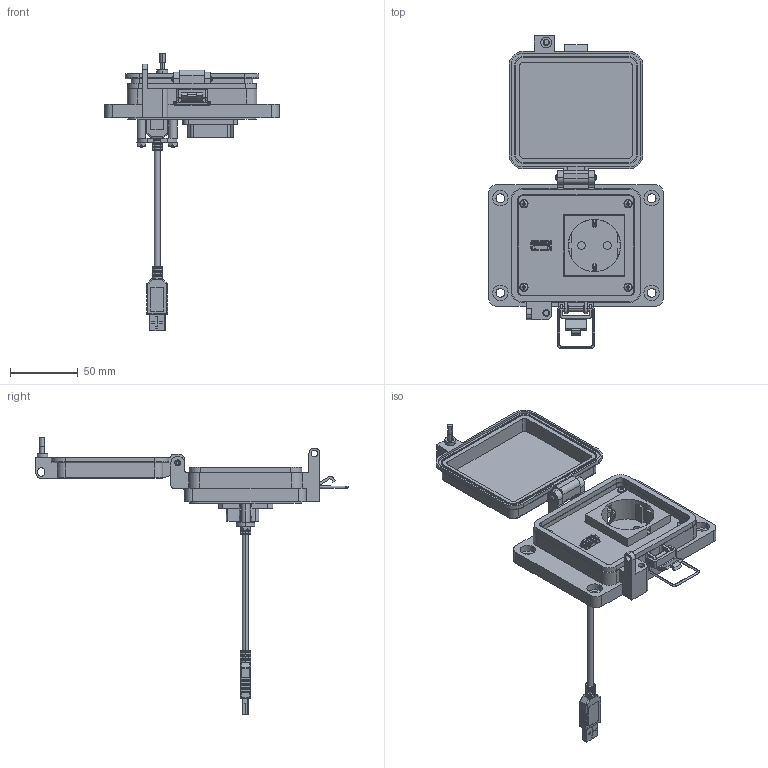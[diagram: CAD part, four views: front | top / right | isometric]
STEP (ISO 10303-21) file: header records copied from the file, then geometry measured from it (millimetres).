
FILE_DESCRIPTION (( 'STEP AP203' ), '1' );
FILE_NAME ('P-P11-K3RE0_3D.STEP', '2022-03-01T17:05:40', ( '' ), ( '' ), 'SwSTEP 2.0', 'SolidWorks 2021', '' );
FILE_SCHEMA (( 'CONFIG_CONTROL_DESIGN' ));
Length unit declared in the file: millimetre
Products named in the file (14): P11; 92005A124_METRIC PAN HEAD PHILLIPS MACHINE SCREW_92005A124; RE; Z-200-OTLT-RE; -K3; P-P11-K3RE0_TP120_1; Z-000-440112FH_90273A119; Z-020-3047; P-P11-K3RE0_3D; Z-H-K3_B; Z-001-SPR_1-1_4; Z-002-4401_4HN_90675A005; P-P11-K3RE0_FP060_1; P-P11-K3RE0_BP180_1
Assembly tree (19 placements, depth 3):
  P-P11-K3RE0_3D
    -K3
      Z-H-K3_B
    P-P11-K3RE0_BP180_1
    P-P11-K3RE0_FP060_1
    P-P11-K3RE0_TP120_1
    P11
      Z-020-3047
    Z-000-440112FH_90273A119  x2
    Z-001-SPR_1-1_4  x2
    Z-002-4401_4HN_90675A005  x2
    RE
      Z-200-OTLT-RE
    92005A124_METRIC PAN HEAD PHILLIPS MACHINE SCREW_92005A124  x4
Bounding box: 129 x 231.18 x 205.62 mm (x, y, z)
Volume: 201124.3 mm3; surface area: 122837.9 mm2
Topology: 34 solids, 34 shells, 3093 faces, 8814 edges, 5790 vertices
Faces by surface type: cylinder 1610, plane 1163, bspline 154, cone 126, torus 32, sphere 8
Entity records: 83757 total; most frequent: CARTESIAN_POINT 26932, ORIENTED_EDGE 12352, DIRECTION 10765, EDGE_CURVE 6176, VERTEX_POINT 4063, LINE 3621, VECTOR 3621, AXIS2_PLACEMENT_3D 3572
